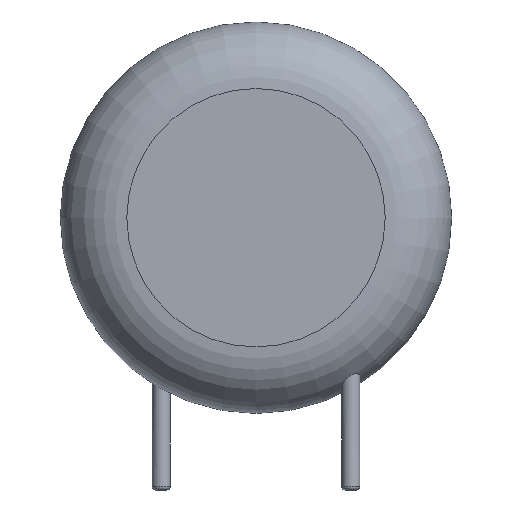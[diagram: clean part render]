
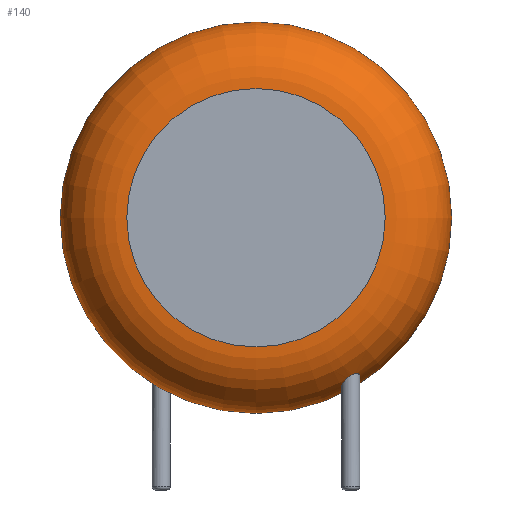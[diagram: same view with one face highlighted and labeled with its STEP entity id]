
A CAD part, front view. The second image highlights one B-rep face of the part: STEP entity #140.
In plain terms, the highlighted toroidal (fillet/blend) face has major radius 5.116 mm and minor radius 2.634 mm.
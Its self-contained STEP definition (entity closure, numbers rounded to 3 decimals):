
#24 = VERTEX_POINT('',#25);
#25 = CARTESIAN_POINT('',(11.5,-1.266,7.78));
#31 = EDGE_CURVE('',#24,#24,#32,.T.);
#32 = CIRCLE('',#33,7.75);
#33 = AXIS2_PLACEMENT_3D('',#34,#35,#36);
#34 = CARTESIAN_POINT('',(3.75,-1.266,7.78));
#35 = DIRECTION('',(0.,-1.,0.));
#36 = DIRECTION('',(1.,0.,0.));
#140 = ADVANCED_FACE('',(#141,#161),#237,.T.);
#141 = FACE_BOUND('',#142,.T.);
#142 = EDGE_LOOP('',(#143,#144,#153,#160));
#143 = ORIENTED_EDGE('',*,*,#31,.T.);
#144 = ORIENTED_EDGE('',*,*,#145,.T.);
#145 = EDGE_CURVE('',#24,#146,#148,.T.);
#146 = VERTEX_POINT('',#147);
#147 = CARTESIAN_POINT('',(8.866,-3.9,7.78));
#148 = CIRCLE('',#149,2.634);
#149 = AXIS2_PLACEMENT_3D('',#150,#151,#152);
#150 = CARTESIAN_POINT('',(8.866,-1.266,7.78));
#151 = DIRECTION('',(0.,0.,-1.));
#152 = DIRECTION('',(1.,0.,0.));
#153 = ORIENTED_EDGE('',*,*,#154,.F.);
#154 = EDGE_CURVE('',#146,#146,#155,.T.);
#155 = CIRCLE('',#156,5.116);
#156 = AXIS2_PLACEMENT_3D('',#157,#158,#159);
#157 = CARTESIAN_POINT('',(3.75,-3.9,7.78));
#158 = DIRECTION('',(0.,-1.,0.));
#159 = DIRECTION('',(1.,0.,0.));
#160 = ORIENTED_EDGE('',*,*,#145,.F.);
#161 = FACE_BOUND('',#162,.T.);
#162 = EDGE_LOOP('',(#163,#184));
#163 = ORIENTED_EDGE('',*,*,#164,.T.);
#164 = EDGE_CURVE('',#165,#167,#169,.T.);
#165 = VERTEX_POINT('',#166);
#166 = CARTESIAN_POINT('',(7.86,-2.4,1.514));
#167 = VERTEX_POINT('',#168);
#168 = CARTESIAN_POINT('',(7.49,-2.04,1.126
));
#169 = B_SPLINE_CURVE_WITH_KNOTS('',7,(#170,#171,#172,#173,#174,#175,
#176,#177,#178,#179,#180,#181,#182,#183),.UNSPECIFIED.,.F.,.F.,(8,6,
8),(0.,0.425,1.),.UNSPECIFIED.);
#170 = CARTESIAN_POINT('',(7.86,-2.4,1.514));
#171 = CARTESIAN_POINT('',(7.86,-2.365,1.495));
#172 = CARTESIAN_POINT('',(7.856,-2.331,1.473
));
#173 = CARTESIAN_POINT('',(7.848,-2.297,1.451
));
#174 = CARTESIAN_POINT('',(7.837,-2.265,1.427)
);
#175 = CARTESIAN_POINT('',(7.822,-2.234,1.403
));
#176 = CARTESIAN_POINT('',(7.804,-2.205,1.379
));
#177 = CARTESIAN_POINT('',(7.755,-2.141,1.32
));
#178 = CARTESIAN_POINT('',(7.72,-2.109,1.285)
);
#179 = CARTESIAN_POINT('',(7.681,-2.082,1.251
));
#180 = CARTESIAN_POINT('',(7.637,-2.06,1.217
));
#181 = CARTESIAN_POINT('',(7.59,-2.046,1.184
));
#182 = CARTESIAN_POINT('',(7.54,-2.039,1.153
));
#183 = CARTESIAN_POINT('',(7.49,-2.04,1.126
));
#184 = ORIENTED_EDGE('',*,*,#185,.T.);
#185 = EDGE_CURVE('',#167,#165,#186,.T.);
#186 = B_SPLINE_CURVE_WITH_KNOTS('',7,(#187,#188,#189,#190,#191,#192,
#193,#194,#195,#196,#197,#198,#199,#200,#201,#202,#203,#204,#205,
#206,#207,#208,#209,#210,#211,#212,#213,#214,#215,#216,#217,#218,
#219,#220,#221,#222,#223,#224,#225,#226,#227,#228,#229,#230,#231,
#232,#233,#234,#235,#236),.UNSPECIFIED.,.F.,.F.,(8,6,6,6,6,6,6,6,8),
(0.,0.197,0.3,0.353,0.505,
0.646,0.779,0.9,1.),.UNSPECIFIED.);
#187 = CARTESIAN_POINT('',(7.49,-2.04,1.126
));
#188 = CARTESIAN_POINT('',(7.441,-2.041,1.098)
);
#189 = CARTESIAN_POINT('',(7.392,-2.051,1.075
));
#190 = CARTESIAN_POINT('',(7.344,-2.068,1.055
));
#191 = CARTESIAN_POINT('',(7.3,-2.093,1.04
));
#192 = CARTESIAN_POINT('',(7.26,-2.124,1.031
));
#193 = CARTESIAN_POINT('',(7.226,-2.161,1.029
));
#194 = CARTESIAN_POINT('',(7.185,-2.224,1.034)
);
#195 = CARTESIAN_POINT('',(7.173,-2.246,1.038
));
#196 = CARTESIAN_POINT('',(7.162,-2.27,1.044
));
#197 = CARTESIAN_POINT('',(7.154,-2.294,1.051
));
#198 = CARTESIAN_POINT('',(7.148,-2.318,1.059
));
#199 = CARTESIAN_POINT('',(7.144,-2.343,1.069)
);
#200 = CARTESIAN_POINT('',(7.14,-2.38,1.087
));
#201 = CARTESIAN_POINT('',(7.14,-2.392,1.093
));
#202 = CARTESIAN_POINT('',(7.14,-2.404,1.099
));
#203 = CARTESIAN_POINT('',(7.14,-2.417,1.106
));
#204 = CARTESIAN_POINT('',(7.141,-2.429,1.113)
);
#205 = CARTESIAN_POINT('',(7.142,-2.441,1.121
));
#206 = CARTESIAN_POINT('',(7.149,-2.488,1.151
));
#207 = CARTESIAN_POINT('',(7.158,-2.521,1.175
));
#208 = CARTESIAN_POINT('',(7.171,-2.554,1.202)
);
#209 = CARTESIAN_POINT('',(7.187,-2.584,1.23)
);
#210 = CARTESIAN_POINT('',(7.206,-2.612,1.259
));
#211 = CARTESIAN_POINT('',(7.228,-2.638,1.289
));
#212 = CARTESIAN_POINT('',(7.276,-2.683,1.346
));
#213 = CARTESIAN_POINT('',(7.301,-2.703,1.374
));
#214 = CARTESIAN_POINT('',(7.328,-2.72,1.402
));
#215 = CARTESIAN_POINT('',(7.357,-2.734,1.43
));
#216 = CARTESIAN_POINT('',(7.388,-2.745,1.456
));
#217 = CARTESIAN_POINT('',(7.421,-2.753,1.481
));
#218 = CARTESIAN_POINT('',(7.486,-2.761,1.527
));
#219 = CARTESIAN_POINT('',(7.519,-2.762,1.547
));
#220 = CARTESIAN_POINT('',(7.553,-2.759,1.565
));
#221 = CARTESIAN_POINT('',(7.586,-2.753,1.581
));
#222 = CARTESIAN_POINT('',(7.619,-2.743,1.593
));
#223 = CARTESIAN_POINT('',(7.65,-2.729,1.602
));
#224 = CARTESIAN_POINT('',(7.706,-2.697,1.612
));
#225 = CARTESIAN_POINT('',(7.731,-2.679,1.614
));
#226 = CARTESIAN_POINT('',(7.755,-2.658,1.614)
);
#227 = CARTESIAN_POINT('',(7.775,-2.636,1.611
));
#228 = CARTESIAN_POINT('',(7.794,-2.612,1.606
));
#229 = CARTESIAN_POINT('',(7.809,-2.586,1.598
));
#230 = CARTESIAN_POINT('',(7.833,-2.538,1.582
));
#231 = CARTESIAN_POINT('',(7.842,-2.516,1.573
));
#232 = CARTESIAN_POINT('',(7.849,-2.493,1.563
));
#233 = CARTESIAN_POINT('',(7.855,-2.47,1.552
));
#234 = CARTESIAN_POINT('',(7.858,-2.447,1.54
));
#235 = CARTESIAN_POINT('',(7.86,-2.423,1.528));
#236 = CARTESIAN_POINT('',(7.86,-2.4,1.514));
#237 = TOROIDAL_SURFACE('',#238,5.116,2.634);
#238 = AXIS2_PLACEMENT_3D('',#239,#240,#241);
#239 = CARTESIAN_POINT('',(3.75,-1.266,7.78));
#240 = DIRECTION('',(0.,-1.,0.));
#241 = DIRECTION('',(1.,0.,0.));
